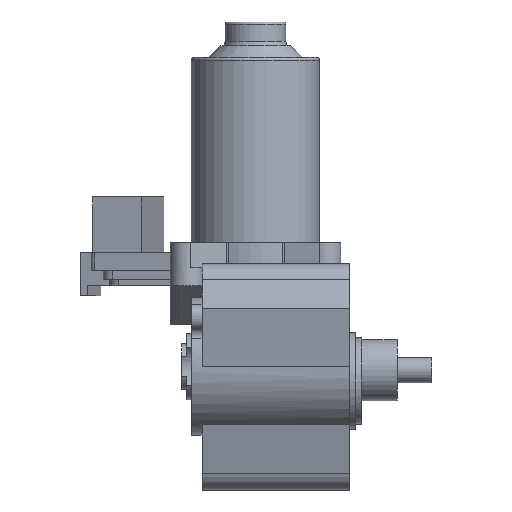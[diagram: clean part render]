
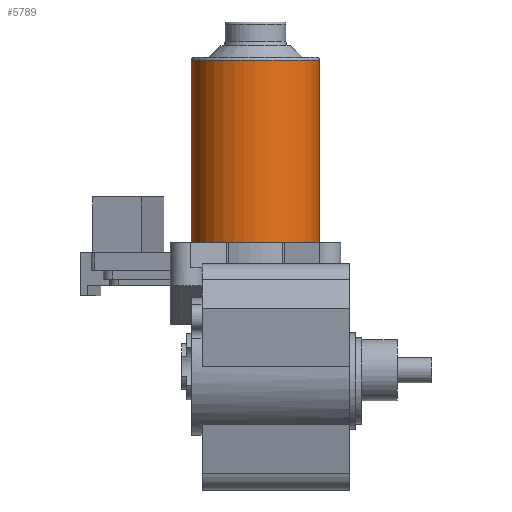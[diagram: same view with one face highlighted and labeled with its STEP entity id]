
A CAD part, front view. The second image highlights one B-rep face of the part: STEP entity #5789.
In plain terms, the highlighted cylindrical face has radius 25.3 mm (diameter 50.6 mm), a partial arc.
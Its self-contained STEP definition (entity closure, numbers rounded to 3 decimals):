
#65 = EDGE_CURVE ( 'NONE', #5966, #2755, #796, .T. ) ;
#487 = CIRCLE ( 'NONE', #2089, 25.3 ) ;
#698 = EDGE_CURVE ( 'NONE', #6004, #2773, #4821, .T. ) ;
#796 = LINE ( 'NONE', #4924, #2434 ) ;
#932 = DIRECTION ( 'NONE',  ( 0., 0., 1. ) ) ;
#1123 = ORIENTED_EDGE ( 'NONE', *, *, #5245, .T. ) ;
#1381 = CYLINDRICAL_SURFACE ( 'NONE', #1973, 25.3 ) ;
#1395 = CARTESIAN_POINT ( 'NONE',  ( 0., 0., 0. ) ) ;
#1451 = FACE_OUTER_BOUND ( 'NONE', #3607, .T. ) ;
#1587 = DIRECTION ( 'NONE',  ( -1., 0., 0. ) ) ;
#1637 = CARTESIAN_POINT ( 'NONE',  ( -25.3, 0., 73. ) ) ;
#1702 = CARTESIAN_POINT ( 'NONE',  ( -25.3, 0., 72. ) ) ;
#1973 = AXIS2_PLACEMENT_3D ( 'NONE', #3593, #4027, #1587 ) ;
#1990 = CARTESIAN_POINT ( 'NONE',  ( 25.3, 0., 0. ) ) ;
#2089 = AXIS2_PLACEMENT_3D ( 'NONE', #1395, #932, #3367 ) ;
#2291 = DIRECTION ( 'NONE',  ( 0., 0., -1. ) ) ;
#2434 = VECTOR ( 'NONE', #3434, 1000. ) ;
#2750 = ORIENTED_EDGE ( 'NONE', *, *, #698, .T. ) ;
#2755 = VERTEX_POINT ( 'NONE', #1990 ) ;
#2773 = VERTEX_POINT ( 'NONE', #4490 ) ;
#2796 = ORIENTED_EDGE ( 'NONE', *, *, #4453, .T. ) ;
#3367 = DIRECTION ( 'NONE',  ( 1., 0., 0. ) ) ;
#3434 = DIRECTION ( 'NONE',  ( 0., 0., -1. ) ) ;
#3510 = ORIENTED_EDGE ( 'NONE', *, *, #65, .F. ) ;
#3593 = CARTESIAN_POINT ( 'NONE',  ( 0., 0., 73. ) ) ;
#3607 = EDGE_LOOP ( 'NONE', ( #3510, #1123, #2750, #2796 ) ) ;
#3673 = VECTOR ( 'NONE', #6090, 1000. ) ;
#4027 = DIRECTION ( 'NONE',  ( 0., 0., -1. ) ) ;
#4187 = CARTESIAN_POINT ( 'NONE',  ( 25.3, 0., 72. ) ) ;
#4453 = EDGE_CURVE ( 'NONE', #2773, #2755, #487, .T. ) ;
#4490 = CARTESIAN_POINT ( 'NONE',  ( -25.3, 0., 0. ) ) ;
#4730 = CARTESIAN_POINT ( 'NONE',  ( 0., 0., 72. ) ) ;
#4821 = LINE ( 'NONE', #1637, #3673 ) ;
#4924 = CARTESIAN_POINT ( 'NONE',  ( 25.3, 0., 73. ) ) ;
#5245 = EDGE_CURVE ( 'NONE', #5966, #6004, #6359, .T. ) ;
#5750 = DIRECTION ( 'NONE',  ( 1., 0., 0. ) ) ;
#5789 = ADVANCED_FACE ( 'NONE', ( #1451 ), #1381, .T. ) ;
#5966 = VERTEX_POINT ( 'NONE', #4187 ) ;
#6004 = VERTEX_POINT ( 'NONE', #1702 ) ;
#6044 = AXIS2_PLACEMENT_3D ( 'NONE', #4730, #2291, #5750 ) ;
#6090 = DIRECTION ( 'NONE',  ( 0., 0., -1. ) ) ;
#6359 = CIRCLE ( 'NONE', #6044, 25.3 ) ;
